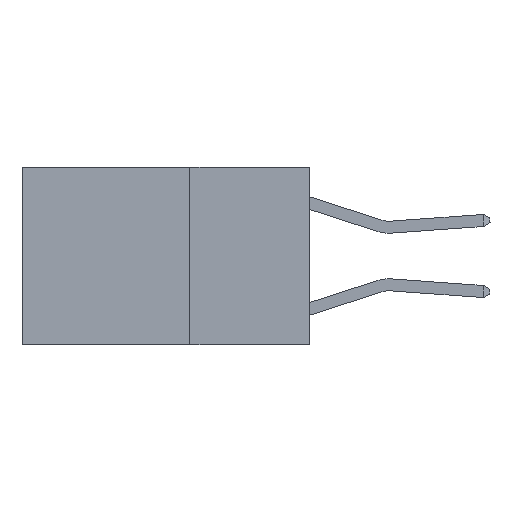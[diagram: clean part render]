
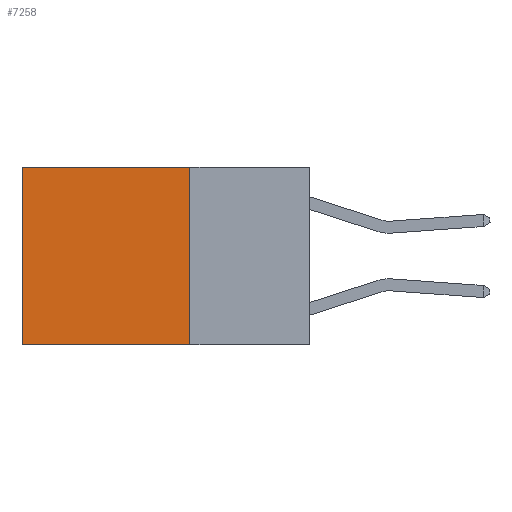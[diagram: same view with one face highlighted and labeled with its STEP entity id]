
A CAD part, left-side view. The second image highlights one B-rep face of the part: STEP entity #7258.
In plain terms, the highlighted planar face has unit normal (-1, 0, 0).
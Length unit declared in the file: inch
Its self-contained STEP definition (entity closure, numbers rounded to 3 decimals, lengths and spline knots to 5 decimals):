
#311 = AXIS2_PLACEMENT_3D ( 'NONE', #10020, #2209, #7760 ) ;
#618 = CARTESIAN_POINT ( 'NONE',  ( 0.2625, 0.25, -0.37 ) ) ;
#1146 = CARTESIAN_POINT ( 'NONE',  ( 0.2625, 0.25, 0. ) ) ;
#1192 = LINE ( 'NONE', #3770, #9402 ) ;
#1631 = CARTESIAN_POINT ( 'NONE',  ( 0.2625, 0.25, -0.37 ) ) ;
#2209 = DIRECTION ( 'NONE',  ( 1., 0., 0. ) ) ;
#2920 = EDGE_LOOP ( 'NONE', ( #5407, #5460, #5543, #5625 ) ) ;
#3288 = VERTEX_POINT ( 'NONE', #3781 ) ;
#3770 = CARTESIAN_POINT ( 'NONE',  ( 0.2625, 0.25, 0. ) ) ;
#3781 = CARTESIAN_POINT ( 'NONE',  ( 0.2625, 0.6, 0. ) ) ;
#4253 = EDGE_CURVE ( 'NONE', #4948, #3288, #1192, .T. ) ;
#4565 = DIRECTION ( 'NONE',  ( 0., 1., 0. ) ) ;
#4603 = LINE ( 'NONE', #618, #6441 ) ;
#4857 = EDGE_CURVE ( 'NONE', #8659, #9219, #4603, .T. ) ;
#4867 = CARTESIAN_POINT ( 'NONE',  ( 0.2625, 0.25, 0. ) ) ;
#4948 = VERTEX_POINT ( 'NONE', #4867 ) ;
#5336 = EDGE_CURVE ( 'NONE', #3288, #9219, #9593, .T. ) ;
#5407 = ORIENTED_EDGE ( 'NONE', *, *, #5336, .T. ) ;
#5460 = ORIENTED_EDGE ( 'NONE', *, *, #4857, .F. ) ;
#5527 = VECTOR ( 'NONE', #6762, 39.37008 ) ;
#5543 = ORIENTED_EDGE ( 'NONE', *, *, #8866, .F. ) ;
#5546 = DIRECTION ( 'NONE',  ( 0., 1., 0. ) ) ;
#5625 = ORIENTED_EDGE ( 'NONE', *, *, #4253, .T. ) ;
#6441 = VECTOR ( 'NONE', #5546, 39.37008 ) ;
#6762 = DIRECTION ( 'NONE',  ( 0., 0., -1. ) ) ;
#6973 = PLANE ( 'NONE',  #311 ) ;
#7083 = LINE ( 'NONE', #1146, #5527 ) ;
#7121 = FACE_OUTER_BOUND ( 'NONE', #2920, .T. ) ;
#7258 = ADVANCED_FACE ( 'NONE', ( #7121 ), #6973, .F. ) ;
#7287 = VECTOR ( 'NONE', #8748, 39.37008 ) ;
#7760 = DIRECTION ( 'NONE',  ( 0., 0., -1. ) ) ;
#7937 = CARTESIAN_POINT ( 'NONE',  ( 0.2625, 0.6, 0. ) ) ;
#8659 = VERTEX_POINT ( 'NONE', #1631 ) ;
#8748 = DIRECTION ( 'NONE',  ( 0., 0., -1. ) ) ;
#8822 = CARTESIAN_POINT ( 'NONE',  ( 0.2625, 0.6, -0.37 ) ) ;
#8866 = EDGE_CURVE ( 'NONE', #4948, #8659, #7083, .T. ) ;
#9219 = VERTEX_POINT ( 'NONE', #8822 ) ;
#9402 = VECTOR ( 'NONE', #4565, 39.37008 ) ;
#9593 = LINE ( 'NONE', #7937, #7287 ) ;
#10020 = CARTESIAN_POINT ( 'NONE',  ( 0.2625, 0.25, 0. ) ) ;
